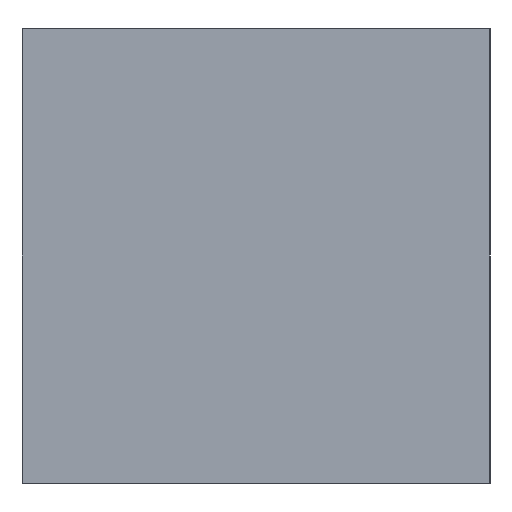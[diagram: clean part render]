
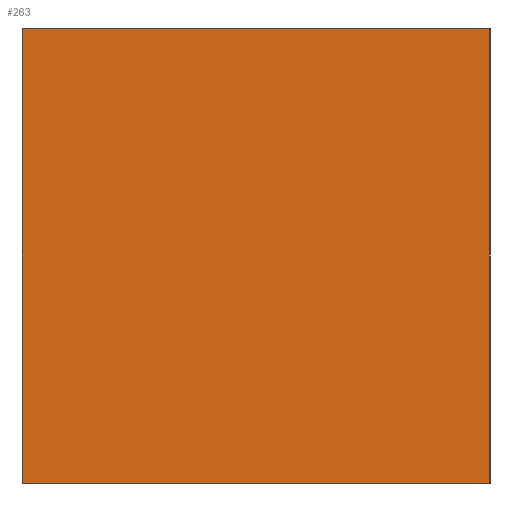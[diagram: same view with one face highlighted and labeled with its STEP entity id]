
A CAD part, left-side view. The second image highlights one B-rep face of the part: STEP entity #263.
In plain terms, the highlighted planar face has unit normal (-1, 0, 0).
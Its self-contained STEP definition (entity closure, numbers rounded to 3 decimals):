
#17=FACE_OUTER_BOUND('',#31,.T.);
#31=EDGE_LOOP('',(#183,#184,#185,#186));
#49=LINE('',#384,#85);
#50=LINE('',#387,#86);
#51=LINE('',#389,#87);
#52=LINE('',#390,#88);
#85=VECTOR('',#315,10.);
#86=VECTOR('',#318,10.);
#87=VECTOR('',#319,10.);
#88=VECTOR('',#320,10.);
#119=VERTEX_POINT('',#380);
#120=VERTEX_POINT('',#382);
#121=VERTEX_POINT('',#386);
#122=VERTEX_POINT('',#388);
#145=EDGE_CURVE('',#119,#120,#49,.T.);
#146=EDGE_CURVE('',#121,#119,#50,.T.);
#147=EDGE_CURVE('',#122,#120,#51,.T.);
#148=EDGE_CURVE('',#121,#122,#52,.T.);
#183=ORIENTED_EDGE('',*,*,#146,.T.);
#184=ORIENTED_EDGE('',*,*,#145,.T.);
#185=ORIENTED_EDGE('',*,*,#147,.F.);
#186=ORIENTED_EDGE('',*,*,#148,.F.);
#249=PLANE('',#291);
#263=ADVANCED_FACE('',(#17),#249,.T.);
#291=AXIS2_PLACEMENT_3D('',#385,#316,#317);
#315=DIRECTION('',(0.,0.,1.));
#316=DIRECTION('center_axis',(-1.,0.,0.));
#317=DIRECTION('ref_axis',(0.,-1.,0.));
#318=DIRECTION('',(0.,-1.,0.));
#319=DIRECTION('',(0.,-1.,0.));
#320=DIRECTION('',(0.,0.,1.));
#380=CARTESIAN_POINT('',(0.,0.,0.));
#382=CARTESIAN_POINT('',(0.,0.,7.));
#384=CARTESIAN_POINT('',(0.,0.,0.));
#385=CARTESIAN_POINT('Origin',(0.,7.2,0.));
#386=CARTESIAN_POINT('',(0.,7.2,0.));
#387=CARTESIAN_POINT('',(0.,7.2,0.));
#388=CARTESIAN_POINT('',(0.,7.2,7.));
#389=CARTESIAN_POINT('',(0.,7.2,7.));
#390=CARTESIAN_POINT('',(0.,7.2,0.));
